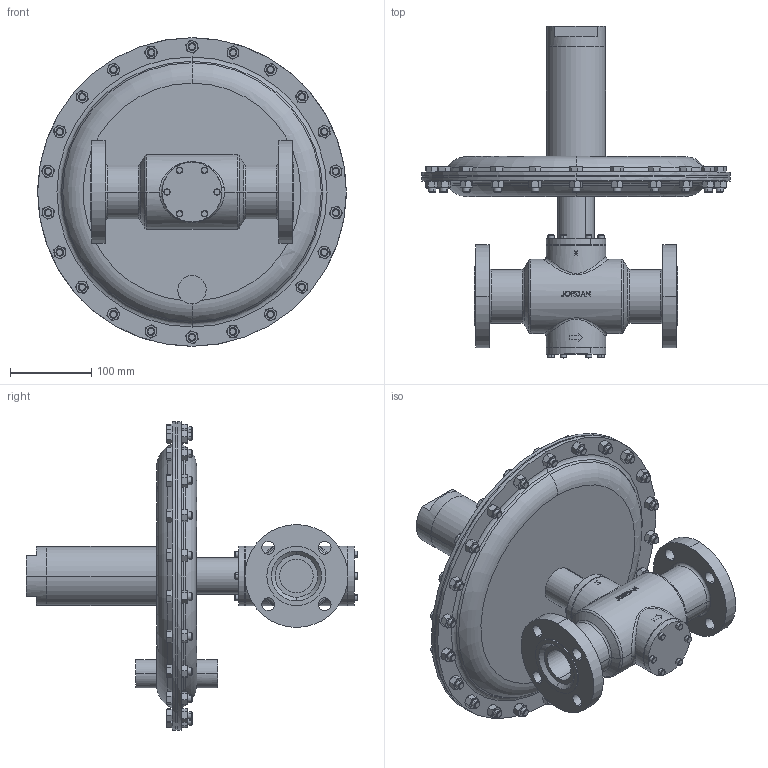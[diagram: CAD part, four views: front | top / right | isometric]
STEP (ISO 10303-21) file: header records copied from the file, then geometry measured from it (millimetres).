
FILE_DESCRIPTION (( 'STEP AP203' ), '1' );
FILE_NAME ('608DS-150-CS+6L-I5.STEP', '2017-09-07T12:41:38', ( '' ), ( '' ), 'SwSTEP 2.0', 'SolidWorks 2014', '' );
FILE_SCHEMA (( 'CONFIG_CONTROL_DESIGN' ));
Products named in the file (1): 608DS-150-CS+6L-I5
Bounding box: 381 x 409.68 x 381 mm (x, y, z)
Volume: 6601579.2 mm3; surface area: 475565.3 mm2
Topology: 1 solids, 1 shells, 1090 faces, 2462 edges, 1476 vertices
Faces by surface type: cone 474, plane 405, cylinder 142, bspline 51, torus 18
Entity records: 42162 total; most frequent: CARTESIAN_POINT 19107, ORIENTED_EDGE 4924, DIRECTION 4456, EDGE_CURVE 2462, AXIS2_PLACEMENT_3D 1856, VERTEX_POINT 1476, EDGE_LOOP 1208, ADVANCED_FACE 1090
